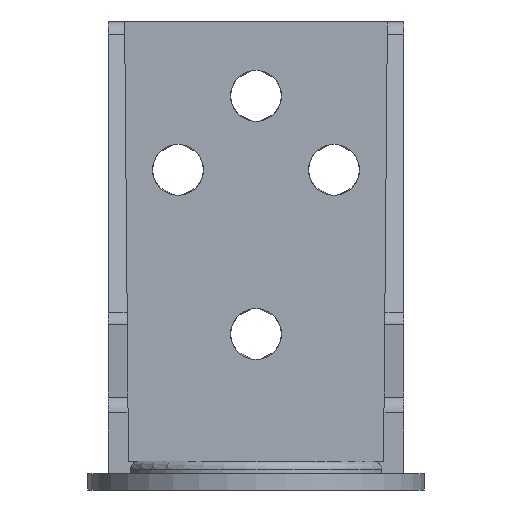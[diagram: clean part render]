
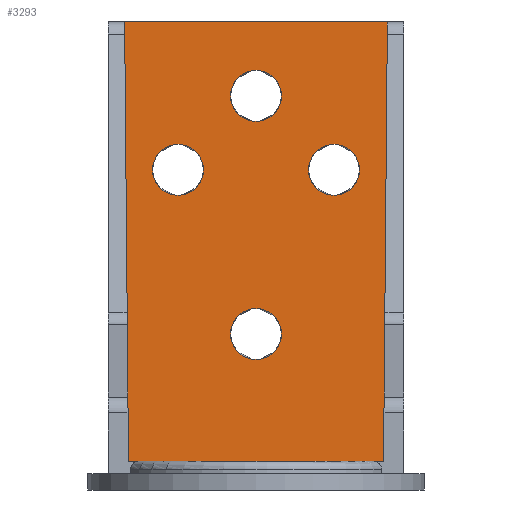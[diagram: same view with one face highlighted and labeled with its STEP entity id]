
A CAD part, front view. The second image highlights one B-rep face of the part: STEP entity #3293.
In plain terms, the highlighted planar face has unit normal (0, -1, 0.009).
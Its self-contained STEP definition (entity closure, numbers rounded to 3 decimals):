
#111=DIRECTION('',(-0.009,0.009,1.));
#112=VECTOR('',#111,55.004);
#113=CARTESIAN_POINT('',(-14.898,21.63,-32.859));
#114=LINE('',#113,#112);
#336=DIRECTION('',(-0.009,-0.009,-1.));
#337=VECTOR('',#336,55.004);
#338=CARTESIAN_POINT('',(16.622,22.11,22.141));
#339=LINE('',#338,#337);
#505=DIRECTION('',(1.,0.,0.));
#506=VECTOR('',#505,32.);
#507=CARTESIAN_POINT('',(-15.378,22.11,22.141));
#508=LINE('',#507,#506);
#526=DIRECTION('',(1.,0.,0.));
#527=VECTOR('',#526,31.04);
#528=CARTESIAN_POINT('',(-14.898,21.63,-32.859));
#529=LINE('',#528,#527);
#533=CARTESIAN_POINT('',(0.622,21.779,-15.861));
#534=DIRECTION('',(0.,1.,-0.009));
#535=DIRECTION('',(0.,0.009,1.));
#536=AXIS2_PLACEMENT_3D('',#533,#534,#535);
#541=CARTESIAN_POINT('',(0.622,21.779,-15.861));
#542=DIRECTION('',(0.,1.,-0.009));
#543=DIRECTION('',(0.,-0.009,-1.));
#544=AXIS2_PLACEMENT_3D('',#541,#542,#543);
#549=CARTESIAN_POINT('',(-8.878,21.953,4.139));
#550=DIRECTION('',(0.,1.,-0.009));
#551=DIRECTION('',(0.,0.009,1.));
#552=AXIS2_PLACEMENT_3D('',#549,#550,#551);
#557=CARTESIAN_POINT('',(-8.878,21.953,4.139));
#558=DIRECTION('',(0.,1.,-0.009));
#559=DIRECTION('',(0.,-0.009,-1.));
#560=AXIS2_PLACEMENT_3D('',#557,#558,#559);
#565=CARTESIAN_POINT('',(10.122,21.953,4.139));
#566=DIRECTION('',(0.,1.,-0.009));
#567=DIRECTION('',(0.,0.009,1.));
#568=AXIS2_PLACEMENT_3D('',#565,#566,#567);
#573=CARTESIAN_POINT('',(10.122,21.953,4.139));
#574=DIRECTION('',(0.,1.,-0.009));
#575=DIRECTION('',(0.,-0.009,-1.));
#576=AXIS2_PLACEMENT_3D('',#573,#574,#575);
#581=CARTESIAN_POINT('',(0.622,22.032,13.139));
#582=DIRECTION('',(0.,1.,-0.009));
#583=DIRECTION('',(0.,0.009,1.));
#584=AXIS2_PLACEMENT_3D('',#581,#582,#583);
#589=CARTESIAN_POINT('',(0.622,22.032,13.139));
#590=DIRECTION('',(0.,1.,-0.009));
#591=DIRECTION('',(0.,-0.009,-1.));
#592=AXIS2_PLACEMENT_3D('',#589,#590,#591);
#2573=CARTESIAN_POINT('',(-14.898,21.63,
-32.859));
#2574=VERTEX_POINT('',#2573);
#2575=CARTESIAN_POINT('',(-15.378,22.11,22.141));
#2576=VERTEX_POINT('',#2575);
#2623=CARTESIAN_POINT('',(16.622,22.11,22.141));
#2624=VERTEX_POINT('',#2623);
#2876=CARTESIAN_POINT('',(16.142,21.63,-32.859));
#2877=VERTEX_POINT('',#2876);
#2914=CARTESIAN_POINT('',(0.622,21.752,
-18.964));
#2916=VERTEX_POINT('',#2914);
#2918=CARTESIAN_POINT('',(0.622,21.806,
-12.759));
#2919=VERTEX_POINT('',#2918);
#2921=CARTESIAN_POINT('',(-8.878,21.926,1.036));
#2923=VERTEX_POINT('',#2921);
#2925=CARTESIAN_POINT('',(-8.878,21.98,7.241));
#2926=VERTEX_POINT('',#2925);
#2928=CARTESIAN_POINT('',(10.122,21.926,1.036));
#2930=VERTEX_POINT('',#2928);
#2932=CARTESIAN_POINT('',(10.122,21.98,7.241));
#2933=VERTEX_POINT('',#2932);
#2935=CARTESIAN_POINT('',(0.622,22.005,10.036));
#2937=VERTEX_POINT('',#2935);
#2939=CARTESIAN_POINT('',(0.622,22.059,16.241));
#2940=VERTEX_POINT('',#2939);
#3257=CARTESIAN_POINT('',(18.622,21.613,-34.857));
#3258=DIRECTION('',(0.,-1.,0.009));
#3259=DIRECTION('',(0.,-0.009,-1.));
#3260=AXIS2_PLACEMENT_3D('',#3257,#3258,#3259);
#3261=PLANE('',#3260);
#3262=ORIENTED_EDGE('',*,*,#3118,.T.);
#3264=ORIENTED_EDGE('',*,*,#3263,.F.);
#3265=ORIENTED_EDGE('',*,*,#2993,.T.);
#3266=ORIENTED_EDGE('',*,*,#3245,.T.);
#3267=EDGE_LOOP('',(#3262,#3264,#3265,#3266));
#3268=FACE_OUTER_BOUND('',#3267,.F.);
#3270=ORIENTED_EDGE('',*,*,#3269,.F.);
#3272=ORIENTED_EDGE('',*,*,#3271,.F.);
#3273=EDGE_LOOP('',(#3270,#3272));
#3274=FACE_BOUND('',#3273,.F.);
#3276=ORIENTED_EDGE('',*,*,#3275,.F.);
#3278=ORIENTED_EDGE('',*,*,#3277,.F.);
#3279=EDGE_LOOP('',(#3276,#3278));
#3280=FACE_BOUND('',#3279,.F.);
#3282=ORIENTED_EDGE('',*,*,#3281,.F.);
#3284=ORIENTED_EDGE('',*,*,#3283,.F.);
#3285=EDGE_LOOP('',(#3282,#3284));
#3286=FACE_BOUND('',#3285,.F.);
#3288=ORIENTED_EDGE('',*,*,#3287,.F.);
#3290=ORIENTED_EDGE('',*,*,#3289,.F.);
#3291=EDGE_LOOP('',(#3288,#3290));
#3292=FACE_BOUND('',#3291,.F.);
#3293=ADVANCED_FACE('',(#3268,#3274,#3280,#3286,#3292),#3261,.T.);
#537=CIRCLE('',#536,3.102);
#545=CIRCLE('',#544,3.102);
#553=CIRCLE('',#552,3.102);
#561=CIRCLE('',#560,3.102);
#569=CIRCLE('',#568,3.102);
#577=CIRCLE('',#576,3.102);
#585=CIRCLE('',#584,3.102);
#593=CIRCLE('',#592,3.102);
#2993=EDGE_CURVE('',#2574,#2576,#114,.T.);
#3118=EDGE_CURVE('',#2624,#2877,#339,.T.);
#3245=EDGE_CURVE('',#2576,#2624,#508,.T.);
#3263=EDGE_CURVE('',#2574,#2877,#529,.T.);
#3269=EDGE_CURVE('',#2919,#2916,#537,.T.);
#3271=EDGE_CURVE('',#2916,#2919,#545,.T.);
#3275=EDGE_CURVE('',#2926,#2923,#553,.T.);
#3277=EDGE_CURVE('',#2923,#2926,#561,.T.);
#3281=EDGE_CURVE('',#2933,#2930,#569,.T.);
#3283=EDGE_CURVE('',#2930,#2933,#577,.T.);
#3287=EDGE_CURVE('',#2940,#2937,#585,.T.);
#3289=EDGE_CURVE('',#2937,#2940,#593,.T.);
